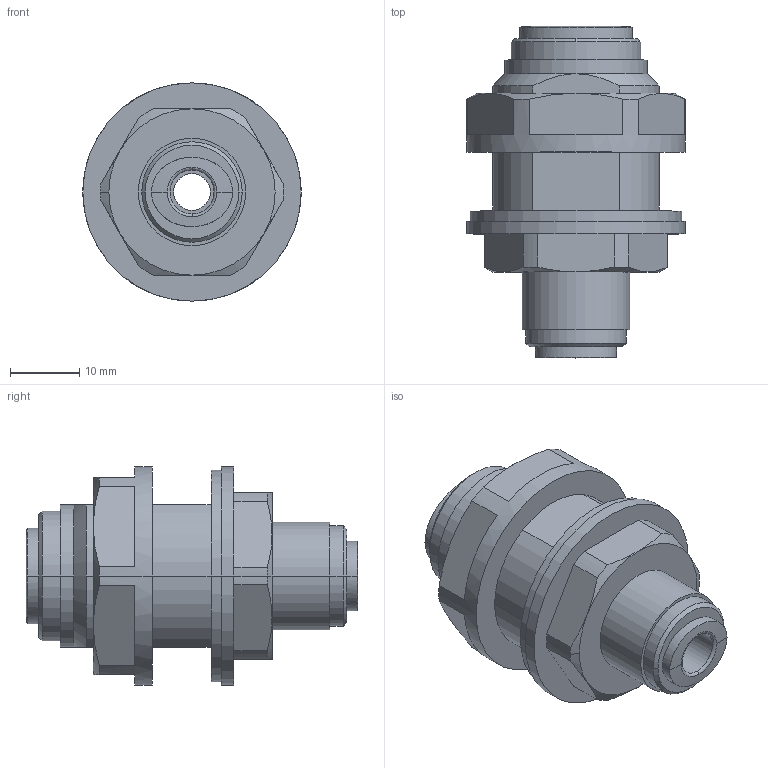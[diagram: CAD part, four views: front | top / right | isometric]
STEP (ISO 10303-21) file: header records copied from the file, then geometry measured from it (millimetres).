
FILE_DESCRIPTION (( 'STEP AP214' ), '1' );
FILE_NAME ('UB38-14-P.step', '2017-08-29T20:58:44', ( '' ), ( '' ), 'SwSTEP 2.0', 'SolidWorks 2017', '' );
FILE_SCHEMA (( 'AUTOMOTIVE_DESIGN' ));
Length unit declared in the file: inch
Products named in the file (1): UB38-14-P
Bounding box: 31.5 x 47.9 x 31.5 mm (x, y, z)
Volume: 17450.9 mm3; surface area: 7037.2 mm2
Topology: 1 solids, 1 shells, 102 faces, 253 edges, 159 vertices
Faces by surface type: cylinder 37, plane 34, cone 19, bspline 12
Entity records: 4224 total; most frequent: CARTESIAN_POINT 1811, ORIENTED_EDGE 506, DIRECTION 494, EDGE_CURVE 253, AXIS2_PLACEMENT_3D 206, VERTEX_POINT 159, CIRCLE 115, EDGE_LOOP 114
